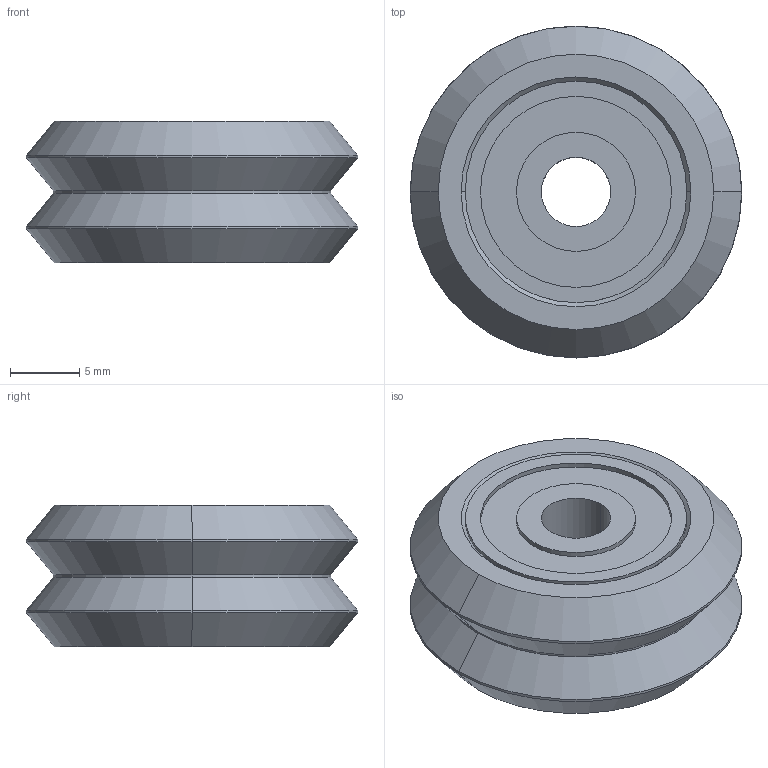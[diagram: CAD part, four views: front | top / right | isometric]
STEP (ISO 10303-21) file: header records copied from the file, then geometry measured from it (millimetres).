
FILE_DESCRIPTION (( 'STEP AP214' ), '1' );
FILE_NAME ('A174 栖闉罻 豂錒罻.STEP', '2019-06-10T10:25:22', ( 'Windows User' ), ( '' ), 'SwSTEP 2.0', 'SolidWorks 2018', '' );
FILE_SCHEMA (( 'AUTOMOTIVE_DESIGN' ));
Length unit declared in the file: millimetre
Products named in the file (4): A174 栖闉罻 豂錒罻; A174 Äâîéíîé ïëàñòèêîâûé ðîëèê äëÿ V-ïàçà (ïîäðîáíàÿ ìîäåëü)_00; A180 Ïîäøèïíèê 625rs, O 5  O 16; A211 Âûñîêîòî÷íàÿ äèñòàíöèîííàÿ øàéáà 5 ìì_00
Assembly tree (4 placements, depth 2):
  A174 栖闉罻 豂錒罻
    A174 Äâîéíîé ïëàñòèêîâûé ðîëèê äëÿ V-ïàçà (ïîäðîáíàÿ ìîäåëü)_00
    A180 Ïîäøèïíèê 625rs, O 5  O 16  x2
    A211 Âûñîêîòî÷íàÿ äèñòàíöèîííàÿ øàéáà 5 ìì_00
Bounding box: 23.97 x 23.97 x 10.24 mm (x, y, z)
Volume: 3630.5 mm3; surface area: 3451.7 mm2
Topology: 5 solids, 5 shells, 74 faces, 148 edges, 92 vertices
Faces by surface type: cylinder 36, cone 20, plane 18
Entity records: 1673 total; most frequent: DIRECTION 306, CARTESIAN_POINT 243, ORIENTED_EDGE 224, AXIS2_PLACEMENT_3D 131, EDGE_CURVE 112, EDGE_LOOP 68, VERTEX_POINT 68, CIRCLE 68
